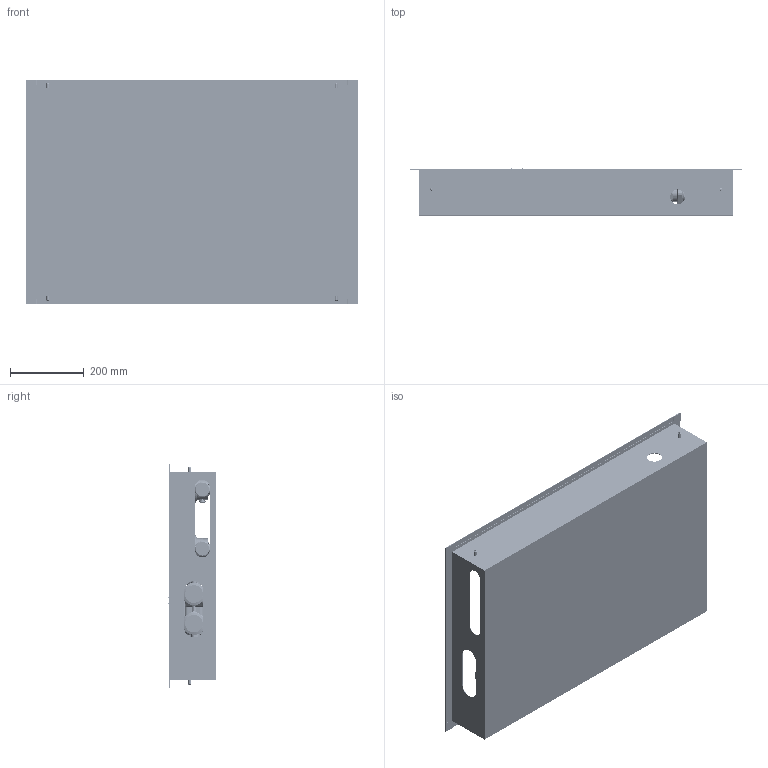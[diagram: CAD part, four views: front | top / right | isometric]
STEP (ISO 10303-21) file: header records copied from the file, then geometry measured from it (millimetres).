
FILE_DESCRIPTION (( 'STEP AP214' ), '1' );
FILE_NAME ('DCS-DCE2XXX.STEP', '2022-10-11T11:33:19', ( '' ), ( '' ), 'SwSTEP 2.0', 'SolidWorks 2021', '' );
FILE_SCHEMA (( 'AUTOMOTIVE_DESIGN' ));
Length unit declared in the file: millimetre
Products named in the file (21): squadra superiore  (3260056706); Piastra_defeature; 3427770053_BIM_defeature; STD_STAFFA_CASSETTA; 3420000342_defeature; 210100STR_defeature; Energia S; farfalla; rivetto filettato M6; 3260056706_BIM; fondo cassetta completo (3260056706); Rami Sanitari_2R; DCS-DCE2XXX; squadra laterale (3260056706); Supercal 531_defeature; fondo cassetta (3260056706); cornice cassetta (3260056706); WMT20-20AF; squadra inferiore (3260056706); DCS-EAM1_BIM_defeature; 3427770045_BIM_2R
Assembly tree (35 placements, depth 4):
  DCS-DCE2XXX
    3260056706_BIM
      fondo cassetta completo (3260056706)
        fondo cassetta (3260056706)
        rivetto filettato M6  x4
        farfalla  x4
      cornice cassetta (3260056706)
        squadra inferiore (3260056706)
        squadra laterale (3260056706)  x2
        squadra superiore  (3260056706)
        STD_STAFFA_CASSETTA  x4
    Energia S
      3427770053_BIM_defeature
      DCS-EAM1_BIM_defeature
    Rami Sanitari_2R
      3427770045_BIM_2R
        Piastra_defeature
        210100STR_defeature  x4
        3420000342_defeature  x2
      WMT20-20AF  x2
    Supercal 531_defeature
Bounding box: 898 x 127.9 x 608 mm (x, y, z)
Volume: 6795080.4 mm3; surface area: 2969023.9 mm2
Topology: 36 solids, 36 shells, 6596 faces, 16704 edges, 10325 vertices
Faces by surface type: plane 2513, cylinder 1594, bspline 1197, cone 739, torus 449, sphere 104
Entity records: 251142 total; most frequent: CARTESIAN_POINT 81887, ORIENTED_EDGE 25956, DIRECTION 22095, EDGE_CURVE 12978, VERTEX_POINT 8159, AXIS2_PLACEMENT_3D 8055, LINE 5985, VECTOR 5985
